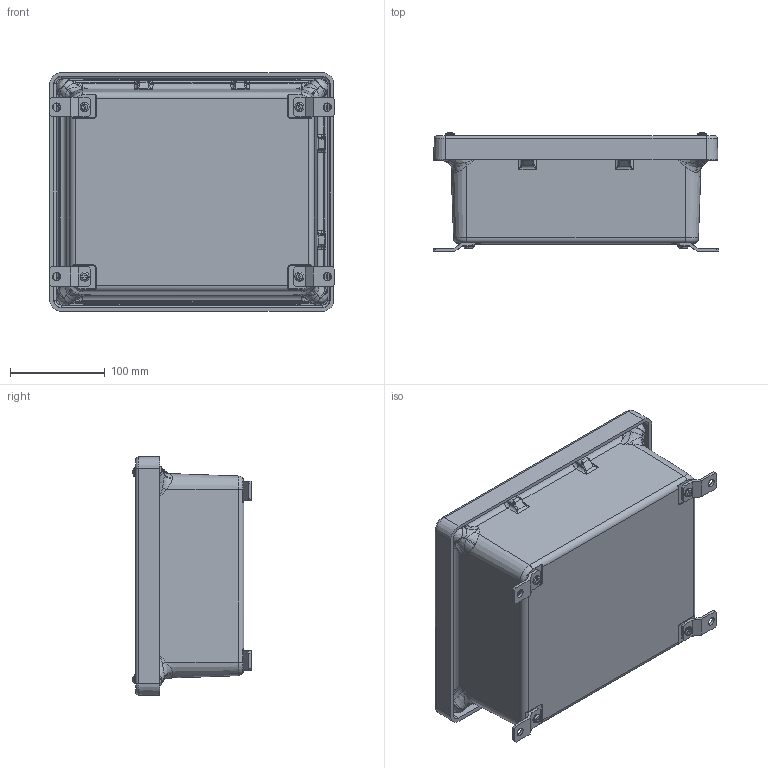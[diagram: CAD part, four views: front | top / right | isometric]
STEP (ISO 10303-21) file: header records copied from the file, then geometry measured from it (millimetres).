
FILE_DESCRIPTION (( 'STEP AP203' ), '1' );
FILE_NAME ('AM1084.step', '2014-03-20T14:04:36', ( '' ), ( '' ), 'SwSTEP 2.0', 'SolidWorks 2013', '' );
FILE_SCHEMA (( 'CONFIG_CONTROL_DESIGN' ));
Length unit declared in the file: inch
Products named in the file (10): 70-60822-1; 55-1032516_PreviewCfg; 70-006ORING; 1854001_SMC PART; AM1084; 2027001; 55-103275_PreviewCfg; WFOOT; 55-1032716_SL-PHMS 0.19-32x0.3125x0.3125-N; 70-60250
Assembly tree (35 placements, depth 2):
  AM1084
    1854001_SMC PART
    2027001
    55-103275_PreviewCfg  x4
    WFOOT  x4
    55-1032716_SL-PHMS 0.19-32x0.3125x0.3125-N  x4
    70-60250  x12
    70-60822-1
    55-1032516_PreviewCfg  x4
    70-006ORING  x4
Bounding box: 300.65 x 124.7 x 251.38 mm (x, y, z)
Volume: 1100144.8 mm3; surface area: 625479.2 mm2
Topology: 35 solids, 35 shells, 1772 faces, 4376 edges, 2660 vertices
Faces by surface type: cylinder 492, plane 476, cone 394, bspline 268, torus 134, sphere 8
Entity records: 41196 total; most frequent: CARTESIAN_POINT 16763, ORIENTED_EDGE 5004, DIRECTION 4553, EDGE_CURVE 2502, AXIS2_PLACEMENT_3D 1866, VERTEX_POINT 1497, EDGE_LOOP 1115, ADVANCED_FACE 1061
